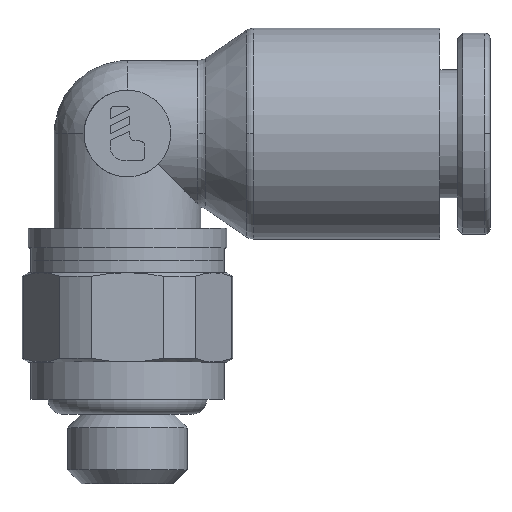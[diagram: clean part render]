
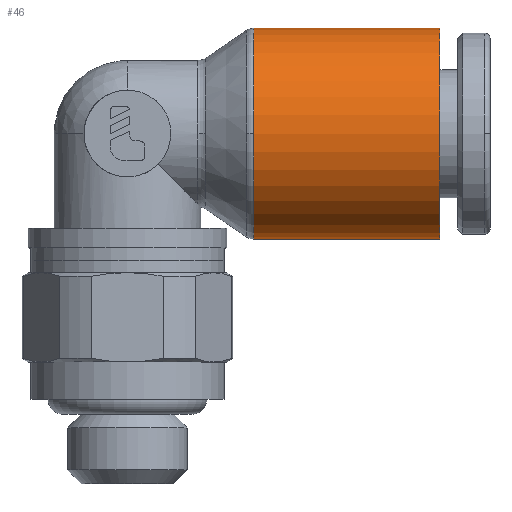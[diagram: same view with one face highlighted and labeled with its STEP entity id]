
A CAD part, top view. The second image highlights one B-rep face of the part: STEP entity #46.
In plain terms, the highlighted cylindrical face has radius 4.25 mm (diameter 8.5 mm), a partial arc.
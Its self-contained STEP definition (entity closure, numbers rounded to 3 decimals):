
#46=ADVANCED_FACE('',(#159),#160,.T.);
#159=FACE_OUTER_BOUND('',#397,.T.);
#160=CYLINDRICAL_SURFACE('',#398,4.25);
#397=EDGE_LOOP('',(#635,#636,#637,#638,#639));
#398=AXIS2_PLACEMENT_3D('',#640,#641,#642);
#635=ORIENTED_EDGE('',*,*,#1513,.F.);
#636=ORIENTED_EDGE('',*,*,#1514,.T.);
#637=ORIENTED_EDGE('',*,*,#1515,.T.);
#638=ORIENTED_EDGE('',*,*,#1516,.F.);
#639=ORIENTED_EDGE('',*,*,#1517,.F.);
#640=CARTESIAN_POINT('',(8.85,9.21,0.0));
#641=DIRECTION('',(1.0,0.0,0.0));
#642=DIRECTION('',(0.0,1.0,0.0));
#1513=EDGE_CURVE('',#1784,#1785,#1786,.T.);
#1514=EDGE_CURVE('',#1784,#1787,#1788,.T.);
#1515=EDGE_CURVE('',#1787,#1789,#1790,.T.);
#1516=EDGE_CURVE('',#1791,#1789,#1792,.T.);
#1517=EDGE_CURVE('',#1785,#1791,#1793,.T.);
#1784=VERTEX_POINT('',#2228);
#1785=VERTEX_POINT('',#2229);
#1786=LINE('',#2230,#2231);
#1787=VERTEX_POINT('',#2232);
#1788=CIRCLE('',#2233,4.25);
#1789=VERTEX_POINT('',#2234);
#1790=CIRCLE('',#2235,4.25);
#1791=VERTEX_POINT('',#2236);
#1792=LINE('',#2237,#2238);
#1793=CIRCLE('',#2239,4.25);
#2228=CARTESIAN_POINT('',(5.1,13.46,0.0));
#2229=CARTESIAN_POINT('',(12.6,13.46,0.0));
#2230=CARTESIAN_POINT('',(8.85,13.46,0.));
#2231=VECTOR('',#3209,1.0);
#2232=CARTESIAN_POINT('',(5.1,9.21,4.25));
#2233=AXIS2_PLACEMENT_3D('',#3210,#3211,#3212);
#2234=CARTESIAN_POINT('',(5.1,4.96,0.));
#2235=AXIS2_PLACEMENT_3D('',#3213,#3214,#3215);
#2236=CARTESIAN_POINT('',(12.6,4.96,0.));
#2237=CARTESIAN_POINT('',(8.85,4.96,0.));
#2238=VECTOR('',#3216,1.0);
#2239=AXIS2_PLACEMENT_3D('',#3217,#3218,#3219);
#3209=DIRECTION('',(1.0,0.0,0.0));
#3210=CARTESIAN_POINT('',(5.1,9.21,0.0));
#3211=DIRECTION('',(1.0,0.0,0.0));
#3212=DIRECTION('',(0.0,1.0,0.0));
#3213=CARTESIAN_POINT('',(5.1,9.21,0.0));
#3214=DIRECTION('',(1.0,0.0,0.0));
#3215=DIRECTION('',(0.0,1.0,0.0));
#3216=DIRECTION('',(-1.0,-0.0,-0.0));
#3217=CARTESIAN_POINT('',(12.6,9.21,0.0));
#3218=DIRECTION('',(1.0,0.0,0.0));
#3219=DIRECTION('',(0.0,1.0,0.0));
